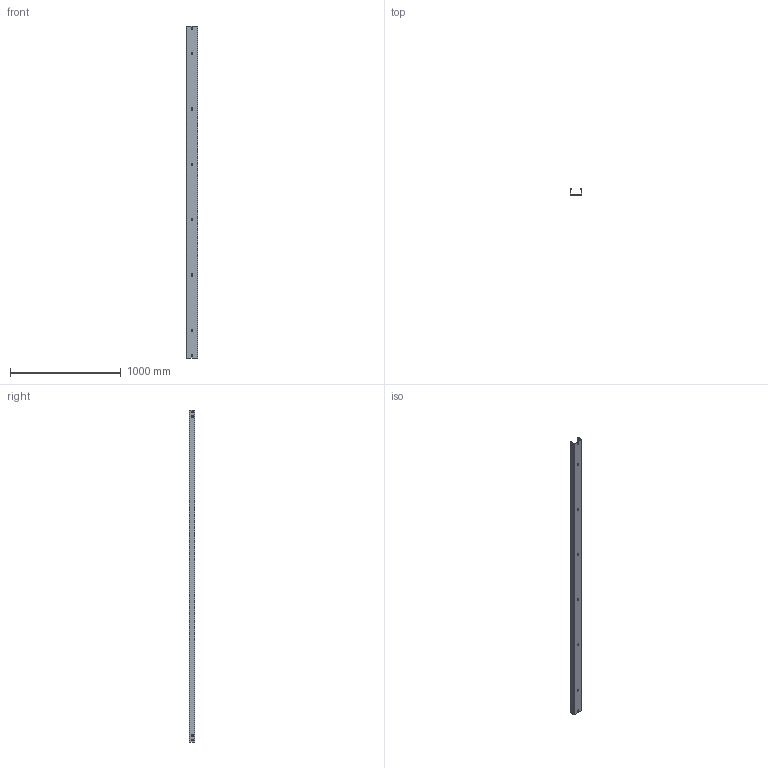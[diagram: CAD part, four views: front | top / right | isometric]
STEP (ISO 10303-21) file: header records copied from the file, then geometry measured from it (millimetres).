
FILE_DESCRIPTION((''),'2;1');
FILE_NAME('350410_PRT','2019-03-08T14:24:19',('tomasz.grudniewski'),(''),'CREO PARAMETRIC BY PTC INC, 2018500','CREO PARAMETRIC BY PTC INC, 2018500','');
FILE_SCHEMA(('CONFIG_CONTROL_DESIGN'));
Length unit declared in the file: millimetre
Products named in the file (1): 350410_PRT
Bounding box: 100 x 50 x 3000 mm (x, y, z)
Volume: 1245996.8 mm3; surface area: 1260787.2 mm2
Topology: 1 solids, 1 shells, 134 faces, 364 edges, 232 vertices
Faces by surface type: plane 78, cylinder 56
Entity records: 4338 total; most frequent: DIRECTION 744, CARTESIAN_POINT 730, ORIENTED_EDGE 728, EDGE_CURVE 364, VECTOR 252, LINE 252, AXIS2_PLACEMENT_3D 246, VERTEX_POINT 232
